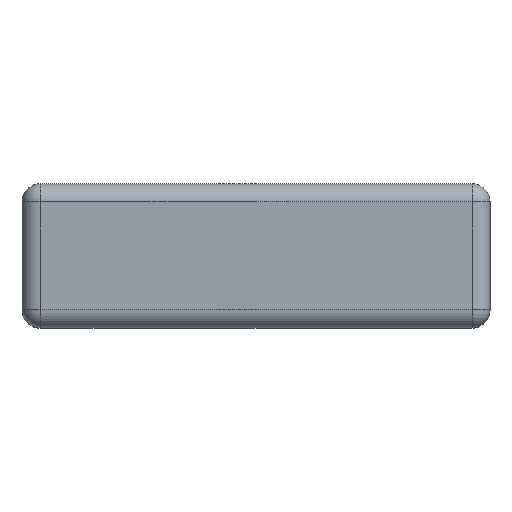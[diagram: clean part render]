
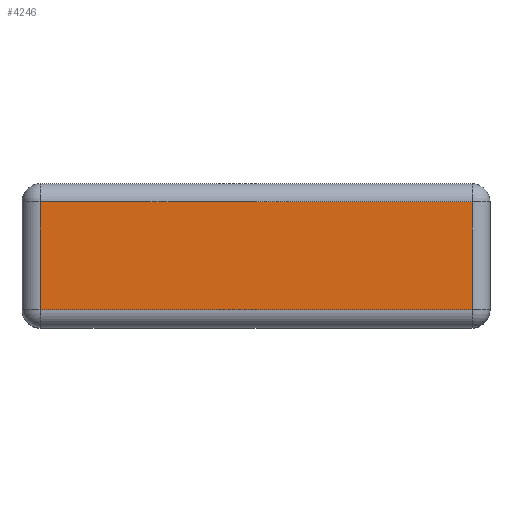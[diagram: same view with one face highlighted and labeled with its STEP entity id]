
A CAD part, top view. The second image highlights one B-rep face of the part: STEP entity #4246.
In plain terms, the highlighted planar face has unit normal (0, 0, 1).
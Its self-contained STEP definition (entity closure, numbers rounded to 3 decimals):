
#58 = VERTEX_POINT ( 'NONE', #8740 ) ;
#645 = FACE_OUTER_BOUND ( 'NONE', #2003, .T. ) ;
#965 = ORIENTED_EDGE ( 'NONE', *, *, #6957, .T. ) ;
#1233 = CARTESIAN_POINT ( 'NONE',  ( 0., 0., 15. ) ) ;
#1821 = DIRECTION ( 'NONE',  ( -1., 0., 0. ) ) ;
#2003 = EDGE_LOOP ( 'NONE', ( #10343, #965, #11514, #2049 ) ) ;
#2049 = ORIENTED_EDGE ( 'NONE', *, *, #9996, .T. ) ;
#2388 = CARTESIAN_POINT ( 'NONE',  ( -12., 0., 15. ) ) ;
#2403 = AXIS2_PLACEMENT_3D ( 'NONE', #1233, #4300, #4155 ) ;
#2935 = CARTESIAN_POINT ( 'NONE',  ( 0., -3., 15. ) ) ;
#3350 = VECTOR ( 'NONE', #5359, 1000. ) ;
#4155 = DIRECTION ( 'NONE',  ( -1., 0., 0. ) ) ;
#4246 = ADVANCED_FACE ( 'NONE', ( #645 ), #12836, .F. ) ;
#4300 = DIRECTION ( 'NONE',  ( 0., 0., -1. ) ) ;
#4836 = CARTESIAN_POINT ( 'NONE',  ( -12., 3., 15. ) ) ;
#5359 = DIRECTION ( 'NONE',  ( 1., 0., 0. ) ) ;
#5615 = EDGE_CURVE ( 'NONE', #6070, #12715, #9383, .T. ) ;
#6070 = VERTEX_POINT ( 'NONE', #4836 ) ;
#6666 = CARTESIAN_POINT ( 'NONE',  ( -12., -3., 15. ) ) ;
#6674 = CARTESIAN_POINT ( 'NONE',  ( 12., -3., 15. ) ) ;
#6873 = CARTESIAN_POINT ( 'NONE',  ( 12., 0., 15. ) ) ;
#6957 = EDGE_CURVE ( 'NONE', #12715, #8517, #7994, .T. ) ;
#7368 = VECTOR ( 'NONE', #1821, 1000. ) ;
#7994 = LINE ( 'NONE', #2935, #3350 ) ;
#8517 = VERTEX_POINT ( 'NONE', #6674 ) ;
#8740 = CARTESIAN_POINT ( 'NONE',  ( 12., 3., 15. ) ) ;
#8763 = DIRECTION ( 'NONE',  ( 0., -1., 0. ) ) ;
#9383 = LINE ( 'NONE', #2388, #12475 ) ;
#9896 = LINE ( 'NONE', #6873, #11585 ) ;
#9996 = EDGE_CURVE ( 'NONE', #58, #6070, #11980, .T. ) ;
#10343 = ORIENTED_EDGE ( 'NONE', *, *, #5615, .T. ) ;
#10986 = EDGE_CURVE ( 'NONE', #8517, #58, #9896, .T. ) ;
#11514 = ORIENTED_EDGE ( 'NONE', *, *, #10986, .T. ) ;
#11585 = VECTOR ( 'NONE', #12795, 1000. ) ;
#11980 = LINE ( 'NONE', #13004, #7368 ) ;
#12475 = VECTOR ( 'NONE', #8763, 1000. ) ;
#12715 = VERTEX_POINT ( 'NONE', #6666 ) ;
#12795 = DIRECTION ( 'NONE',  ( 0., 1., 0. ) ) ;
#12836 = PLANE ( 'NONE',  #2403 ) ;
#13004 = CARTESIAN_POINT ( 'NONE',  ( 0., 3., 15. ) ) ;
